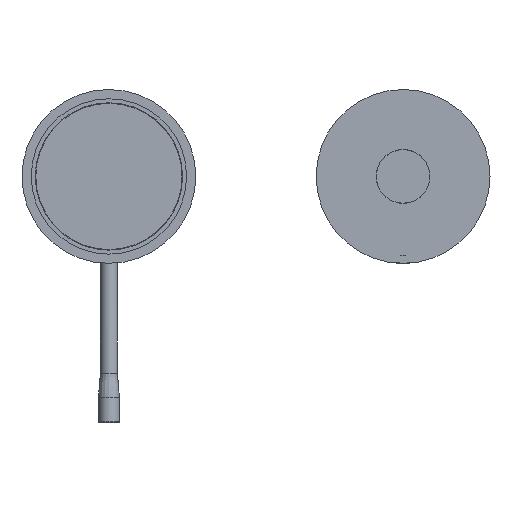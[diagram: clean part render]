
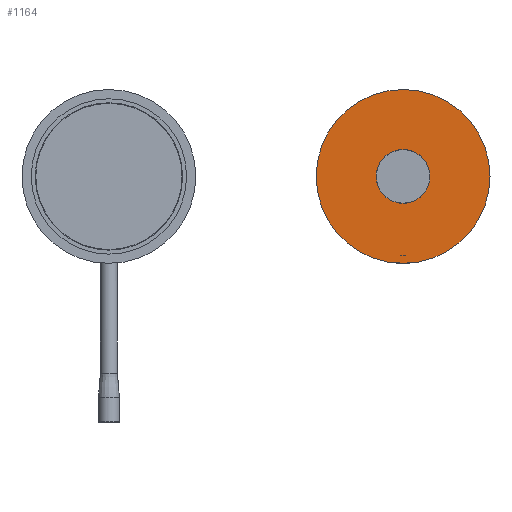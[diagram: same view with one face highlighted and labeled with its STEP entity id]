
A CAD part, left-side view. The second image highlights one B-rep face of the part: STEP entity #1164.
In plain terms, the highlighted planar face has unit normal (-1, 0, 0).
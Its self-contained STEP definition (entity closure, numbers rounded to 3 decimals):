
#92=PLANE('',#1269);
#245=ORIENTED_EDGE('',*,*,#441,.F.);
#246=ORIENTED_EDGE('',*,*,#442,.F.);
#441=EDGE_CURVE('',#574,#574,#678,.F.);
#442=EDGE_CURVE('',#575,#575,#679,.F.);
#574=VERTEX_POINT('',#2205);
#575=VERTEX_POINT('',#2207);
#678=CIRCLE('',#1270,32.5);
#679=CIRCLE('',#1271,10.05);
#744=EDGE_LOOP('',(#245));
#745=EDGE_LOOP('',(#246));
#854=FACE_BOUND('',#744,.T.);
#855=FACE_BOUND('',#745,.T.);
#1164=ADVANCED_FACE('',(#854,#855),#92,.T.);
#1269=AXIS2_PLACEMENT_3D('',#2203,#1391,#1392);
#1270=AXIS2_PLACEMENT_3D('',#2204,#1393,#1394);
#1271=AXIS2_PLACEMENT_3D('',#2206,#1395,#1396);
#1391=DIRECTION('',(-1.,0.,0.));
#1392=DIRECTION('',(0.,1.,0.));
#1393=DIRECTION('',(-1.,0.,0.));
#1394=DIRECTION('',(0.,1.,0.));
#1395=DIRECTION('',(1.,0.,0.));
#1396=DIRECTION('',(0.,-1.,0.));
#2203=CARTESIAN_POINT('',(63.,-199.469,31.902));
#2204=CARTESIAN_POINT('',(63.,-110.,0.));
#2205=CARTESIAN_POINT('',(63.,-77.5,0.));
#2206=CARTESIAN_POINT('',(63.,-110.,0.));
#2207=CARTESIAN_POINT('',(63.,-120.05,0.));
